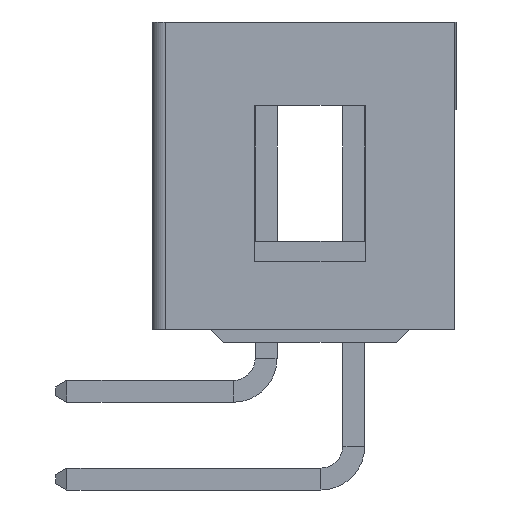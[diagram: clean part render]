
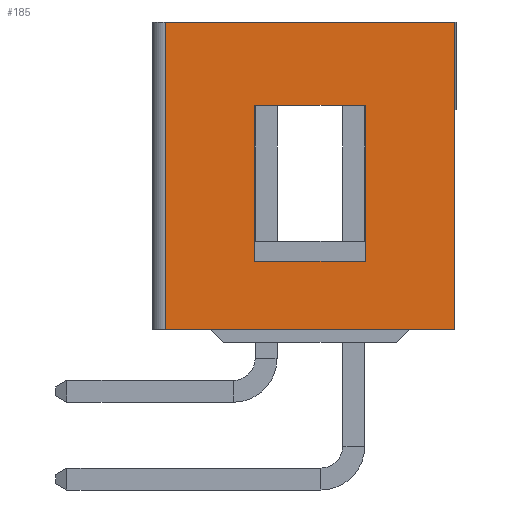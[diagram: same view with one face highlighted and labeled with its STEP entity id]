
A CAD part, left-side view. The second image highlights one B-rep face of the part: STEP entity #185.
In plain terms, the highlighted planar face has unit normal (-1, 0, 0).
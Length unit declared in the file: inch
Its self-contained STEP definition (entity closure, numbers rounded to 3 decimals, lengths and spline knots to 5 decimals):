
#69=FACE_BOUND('',#1529,.T.);
#70=FACE_BOUND('',#1530,.T.);
#185=ADVANCED_FACE('',(#69,#70),#646,.T.);
#646=PLANE('',#7613);
#1529=EDGE_LOOP('',(#2069,#2070,#2071,#2072));
#1530=EDGE_LOOP('',(#2073,#2074,#2075,#2076));
#2069=ORIENTED_EDGE('',*,*,#4710,.F.);
#2070=ORIENTED_EDGE('',*,*,#4711,.T.);
#2071=ORIENTED_EDGE('',*,*,#4712,.T.);
#2072=ORIENTED_EDGE('',*,*,#4713,.F.);
#2073=ORIENTED_EDGE('',*,*,#4684,.T.);
#2074=ORIENTED_EDGE('',*,*,#4698,.T.);
#2075=ORIENTED_EDGE('',*,*,#4714,.F.);
#2076=ORIENTED_EDGE('',*,*,#4715,.T.);
#4086=VERTEX_POINT('',#10190);
#4087=VERTEX_POINT('',#10192);
#4098=VERTEX_POINT('',#10218);
#4105=VERTEX_POINT('',#10239);
#4106=VERTEX_POINT('',#10240);
#4107=VERTEX_POINT('',#10242);
#4108=VERTEX_POINT('',#10244);
#4109=VERTEX_POINT('',#10247);
#4684=EDGE_CURVE('',#4087,#4086,#5709,.T.);
#4698=EDGE_CURVE('',#4086,#4098,#5721,.T.);
#4710=EDGE_CURVE('',#4105,#4106,#5732,.T.);
#4711=EDGE_CURVE('',#4105,#4107,#5733,.T.);
#4712=EDGE_CURVE('',#4107,#4108,#5734,.T.);
#4713=EDGE_CURVE('',#4106,#4108,#5735,.T.);
#4714=EDGE_CURVE('',#4109,#4098,#5736,.T.);
#4715=EDGE_CURVE('',#4109,#4087,#5737,.T.);
#5709=LINE('',#10191,#6664);
#5721=LINE('',#10219,#6676);
#5732=LINE('',#10238,#6687);
#5733=LINE('',#10241,#6688);
#5734=LINE('',#10243,#6689);
#5735=LINE('',#10245,#6690);
#5736=LINE('',#10246,#6691);
#5737=LINE('',#10248,#6692);
#6664=VECTOR('',#8159,1.);
#6676=VECTOR('',#8179,1.);
#6687=VECTOR('',#8194,1.);
#6688=VECTOR('',#8195,1.);
#6689=VECTOR('',#8196,1.);
#6690=VECTOR('',#8197,1.);
#6691=VECTOR('',#8198,1.);
#6692=VECTOR('',#8199,1.);
#7613=AXIS2_PLACEMENT_3D('',#10249,#8200,#8201);
#8159=DIRECTION('',(0.,0.,1.));
#8179=DIRECTION('',(0.,1.,0.));
#8194=DIRECTION('',(0.,-1.,0.));
#8195=DIRECTION('',(0.,0.,1.));
#8196=DIRECTION('',(0.,-1.,0.));
#8197=DIRECTION('',(0.,0.,1.));
#8198=DIRECTION('',(0.,0.,1.));
#8199=DIRECTION('',(0.,-1.,0.));
#8200=DIRECTION('',(-1.,0.,0.));
#8201=DIRECTION('',(0.,0.,1.));
#10190=CARTESIAN_POINT('',(0.,0.,0.35));
#10191=CARTESIAN_POINT('',(0.,0.,0.));
#10192=CARTESIAN_POINT('',(0.,0.,0.));
#10218=CARTESIAN_POINT('',(0.,0.33,0.35));
#10219=CARTESIAN_POINT('',(0.,0.165,0.35));
#10238=CARTESIAN_POINT('',(0.,0.228,0.077));
#10239=CARTESIAN_POINT('',(0.,0.228,0.077));
#10240=CARTESIAN_POINT('',(0.,0.102,0.077));
#10241=CARTESIAN_POINT('',(0.,0.228,0.077));
#10242=CARTESIAN_POINT('',(0.,0.228,0.255));
#10243=CARTESIAN_POINT('',(0.,0.228,0.255));
#10244=CARTESIAN_POINT('',(0.,0.102,0.255));
#10245=CARTESIAN_POINT('',(0.,0.102,0.077));
#10246=CARTESIAN_POINT('',(0.,0.33,0.));
#10247=CARTESIAN_POINT('',(0.,0.33,0.));
#10248=CARTESIAN_POINT('',(0.,0.165,0.));
#10249=CARTESIAN_POINT('',(0.,0.165,0.));
